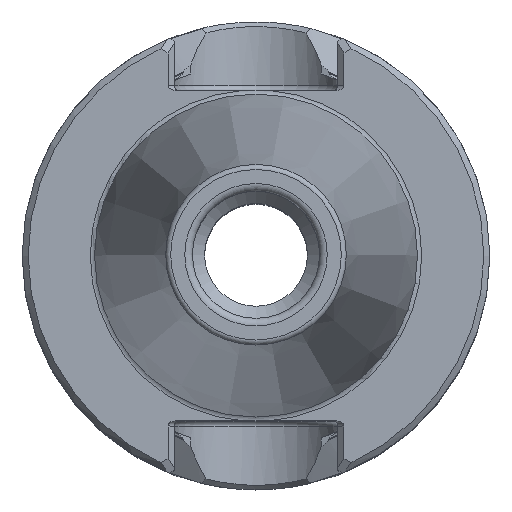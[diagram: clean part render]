
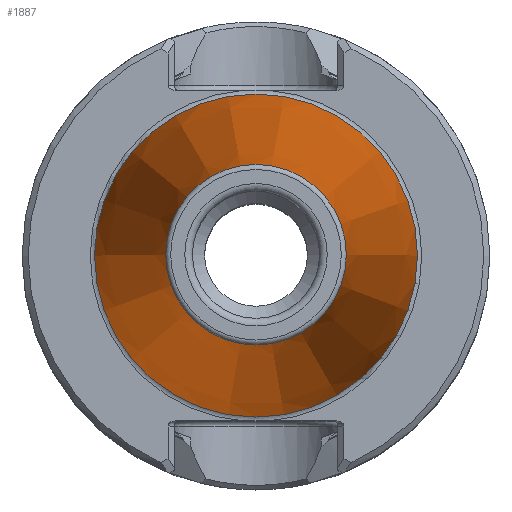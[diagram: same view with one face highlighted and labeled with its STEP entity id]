
A CAD part, top view. The second image highlights one B-rep face of the part: STEP entity #1887.
In plain terms, the highlighted conical face has half-angle 8.297 degrees and reference radius 8.879 mm.
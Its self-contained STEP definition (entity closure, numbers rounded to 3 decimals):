
#259=CONICAL_SURFACE('',#1984,8.879,0.145);
#281=ORIENTED_EDGE('',*,*,#669,.T.);
#282=ORIENTED_EDGE('',*,*,#668,.F.);
#668=EDGE_CURVE('',#863,#863,#998,.T.);
#669=EDGE_CURVE('',#864,#864,#999,.T.);
#863=VERTEX_POINT('',#2503);
#864=VERTEX_POINT('',#2506);
#998=CIRCLE('',#1983,8.879);
#999=CIRCLE('',#1985,15.876);
#1054=EDGE_LOOP('',(#281));
#1055=EDGE_LOOP('',(#282));
#1162=FACE_BOUND('',#1054,.T.);
#1163=FACE_BOUND('',#1055,.T.);
#1887=ADVANCED_FACE('',(#1162,#1163),#259,.T.);
#1983=AXIS2_PLACEMENT_3D('',#2502,#2148,#2149);
#1984=AXIS2_PLACEMENT_3D('',#2504,#2150,#2151);
#1985=AXIS2_PLACEMENT_3D('',#2505,#2152,#2153);
#2148=DIRECTION('',(0.,0.,1.));
#2149=DIRECTION('',(1.,0.,0.));
#2150=DIRECTION('',(0.,0.,-1.));
#2151=DIRECTION('',(-1.,0.,0.));
#2152=DIRECTION('',(0.,0.,1.));
#2153=DIRECTION('',(1.,0.,0.));
#2502=CARTESIAN_POINT('',(0.,0.,47.972));
#2503=CARTESIAN_POINT('',(8.879,0.,47.972));
#2504=CARTESIAN_POINT('',(0.,0.,47.972));
#2505=CARTESIAN_POINT('',(0.,0.,-0.009));
#2506=CARTESIAN_POINT('',(15.876,0.,-0.009));
